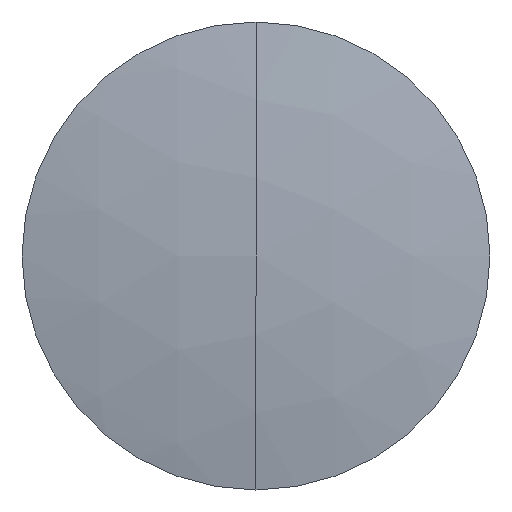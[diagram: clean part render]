
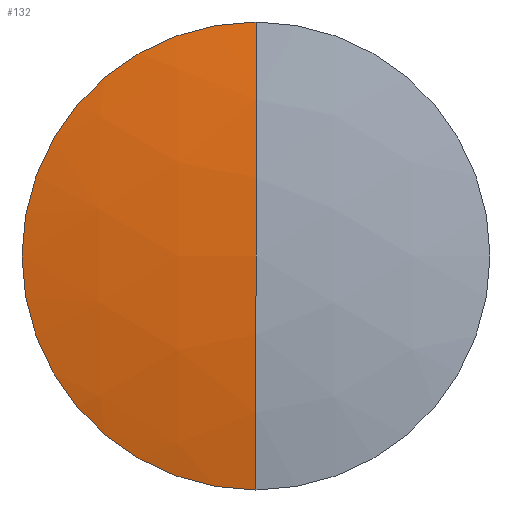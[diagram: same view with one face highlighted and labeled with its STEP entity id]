
A CAD part, left-side view. The second image highlights one B-rep face of the part: STEP entity #132.
In plain terms, the highlighted spherical face has radius 25.109 mm.
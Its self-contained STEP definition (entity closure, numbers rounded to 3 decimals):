
#6 = DIRECTION ( 'NONE',  ( 0., 0., 1. ) ) ;
#7 = CARTESIAN_POINT ( 'NONE',  ( 3.402, 0., 0. ) ) ;
#9 = SPHERICAL_SURFACE ( 'NONE', #279, 25.109 ) ;
#21 = FACE_OUTER_BOUND ( 'NONE', #122, .T. ) ;
#24 = CARTESIAN_POINT ( 'NONE',  ( 3.905, 0., 0. ) ) ;
#43 = CIRCLE ( 'NONE', #108, 25.109 ) ;
#45 = VERTEX_POINT ( 'NONE', #55 ) ;
#55 = CARTESIAN_POINT ( 'NONE',  ( 3.905, 0., -5. ) ) ;
#58 = DIRECTION ( 'NONE',  ( 0., 0., 1. ) ) ;
#60 = EDGE_CURVE ( 'NONE', #110, #226, #43, .T. ) ;
#62 = EDGE_CURVE ( 'NONE', #110, #45, #78, .T. ) ;
#78 = CIRCLE ( 'NONE', #304, 5. ) ;
#92 = CARTESIAN_POINT ( 'NONE',  ( 28.511, 0., 0. ) ) ;
#94 = DIRECTION ( 'NONE',  ( 0., 1., 0. ) ) ;
#108 = AXIS2_PLACEMENT_3D ( 'NONE', #147, #136, #324 ) ;
#110 = VERTEX_POINT ( 'NONE', #146 ) ;
#122 = EDGE_LOOP ( 'NONE', ( #280, #164, #203 ) ) ;
#132 = ADVANCED_FACE ( 'NONE', ( #21 ), #9, .T. ) ;
#136 = DIRECTION ( 'NONE',  ( 0., -1., 0. ) ) ;
#146 = CARTESIAN_POINT ( 'NONE',  ( 3.905, 0., 5. ) ) ;
#147 = CARTESIAN_POINT ( 'NONE',  ( 28.511, 0., 0. ) ) ;
#160 = DIRECTION ( 'NONE',  ( 0., 1., 0. ) ) ;
#164 = ORIENTED_EDGE ( 'NONE', *, *, #321, .T. ) ;
#203 = ORIENTED_EDGE ( 'NONE', *, *, #60, .F. ) ;
#226 = VERTEX_POINT ( 'NONE', #7 ) ;
#253 = DIRECTION ( 'NONE',  ( -1., 0., 0. ) ) ;
#279 = AXIS2_PLACEMENT_3D ( 'NONE', #92, #94, #6 ) ;
#280 = ORIENTED_EDGE ( 'NONE', *, *, #62, .T. ) ;
#284 = DIRECTION ( 'NONE',  ( 0., 0., 1. ) ) ;
#297 = CARTESIAN_POINT ( 'NONE',  ( 28.511, 0., 0. ) ) ;
#299 = CIRCLE ( 'NONE', #313, 25.109 ) ;
#304 = AXIS2_PLACEMENT_3D ( 'NONE', #24, #253, #284 ) ;
#313 = AXIS2_PLACEMENT_3D ( 'NONE', #297, #160, #58 ) ;
#321 = EDGE_CURVE ( 'NONE', #45, #226, #299, .T. ) ;
#324 = DIRECTION ( 'NONE',  ( 0., 0., -1. ) ) ;
